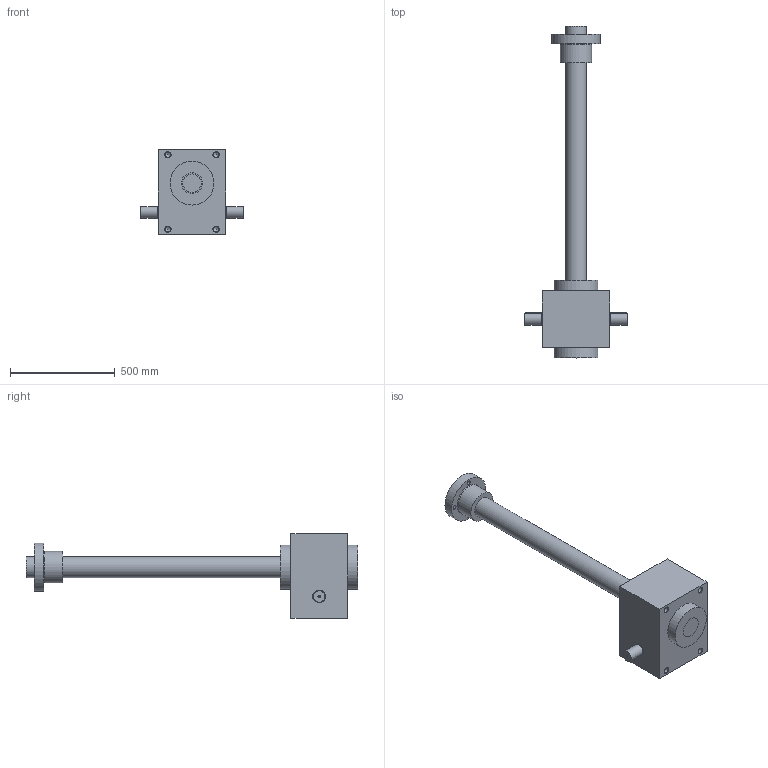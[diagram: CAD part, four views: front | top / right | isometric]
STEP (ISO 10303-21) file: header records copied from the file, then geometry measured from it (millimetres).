
FILE_DESCRIPTION( ( 'STEP AP214' ), ' ' );
FILE_NAME( 'TPR10012_B_-_R.1_30_C.1000_-_-_-_-_-_-.stp', '2017-08-20T11:23:19', ( '' ), ( '' ), ' ', 'PARTsolutions', ' ' );
FILE_SCHEMA( ( 'AUTOMOTIVE_DESIGN { 1 0 10303 214 1 1 1 1 }' ) );
Length unit declared in the file: millimetre
Products named in the file (5): TPR10012_B_-_R.1/30_C.1000_-_-_-_-_-_-; _TPR10012_1_1_1_1_tpr_1; _TPR10012-2; _TPR10012_1000_11-_tpr_3; _TPR10012_1000_1_tpr_4
Assembly tree (5 placements, depth 2):
  TPR10012_B_-_R.1/30_C.1000_-_-_-_-_-_-
    _TPR10012_1_1_1_1_tpr_1
    _TPR10012-2  x2
    _TPR10012_1000_11-_tpr_3
    _TPR10012_1000_1_tpr_4
Bounding box: 490 x 1585 x 405 mm (x, y, z)
Volume: 51534821.9 mm3; surface area: 1699057.7 mm2
Topology: 5 solids, 5 shells, 186 faces, 469 edges, 308 vertices
Faces by surface type: plane 99, cylinder 62, cone 24, torus 1
Full cylindrical faces by diameter (mm): 10.106 x2, 20 x4, 26.211 x8, 55 x3, 60 x2, 88 x2, 100 x1, 150 x1, 210 x2, 230 x1
Entity records: 6466 total; most frequent: CARTESIAN_POINT 928, DIRECTION 860, ORIENTED_EDGE 756, EDGE_CURVE 378, AXIS2_PLACEMENT_3D 305, VERTEX_POINT 281, LINE 250, VECTOR 250
